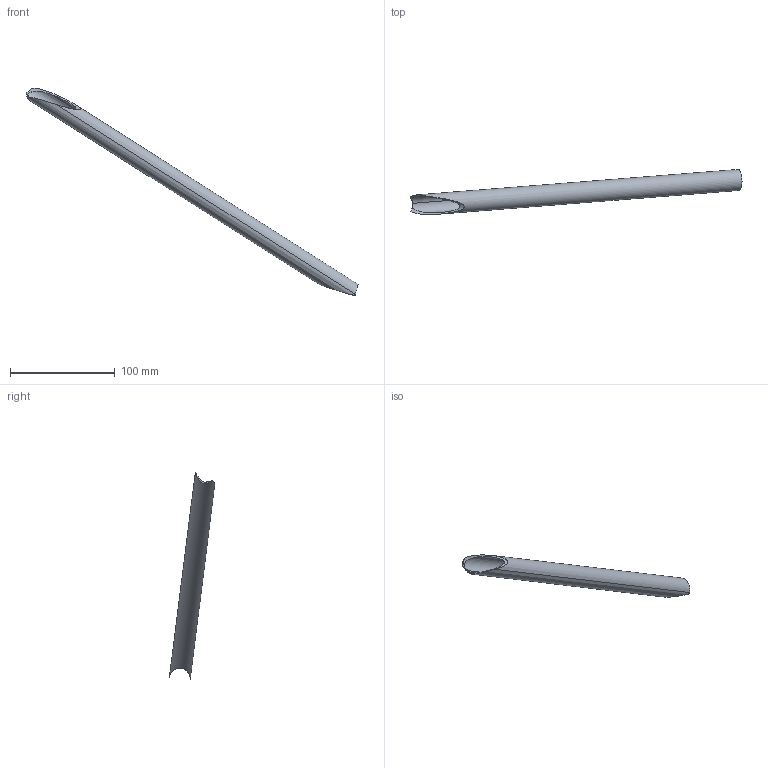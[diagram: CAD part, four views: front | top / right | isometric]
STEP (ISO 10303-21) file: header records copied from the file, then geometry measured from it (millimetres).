
FILE_DESCRIPTION(('STEP AP214'),'1');
FILE_NAME('52.stp','2018-12-20T10:07:44',(' '),(' '),'Spatial InterOp 3D',' ',' ');
FILE_SCHEMA(('AUTOMOTIVE_DESIGN { 1 0 10303 214 1 1 1 1 }'));
Length unit declared in the file: metre
Products named in the file (1): Corps principal
Bounding box: 316.75 x 43.22 x 198.41 mm (x, y, z)
Volume: 29234.9 mm3; surface area: 39538.6 mm2
Topology: 1 solids, 1 shells, 9 faces, 27 edges, 19 vertices
Faces by surface type: cylinder 9
Entity records: 871 total; most frequent: CARTESIAN_POINT 541, ORIENTED_EDGE 54, DIRECTION 41, EDGE_CURVE 27, VERTEX_POINT 19, AXIS2_PLACEMENT_3D 18, B_SPLINE_CURVE_WITH_KNOTS 14, STYLED_ITEM 10
